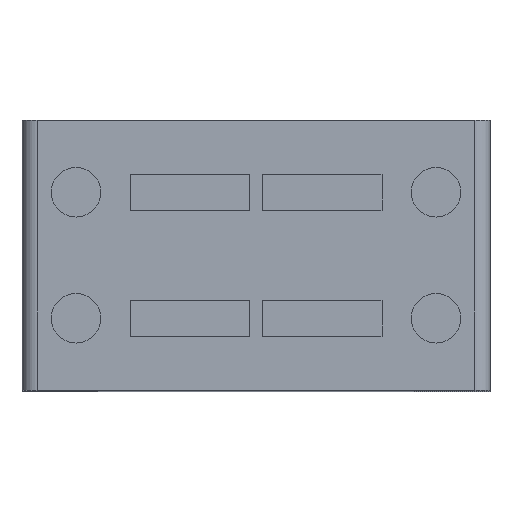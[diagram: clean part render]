
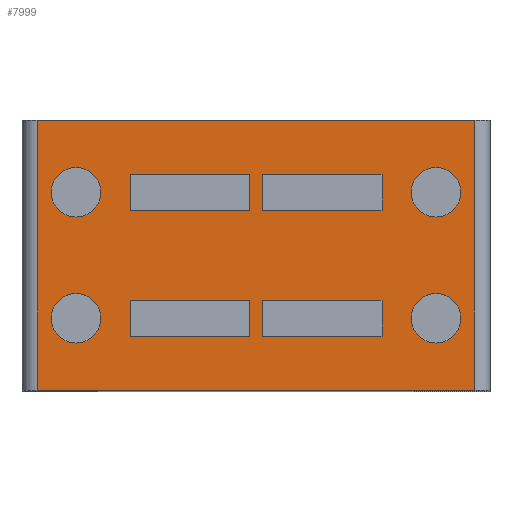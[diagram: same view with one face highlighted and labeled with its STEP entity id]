
A CAD part, top view. The second image highlights one B-rep face of the part: STEP entity #7999.
In plain terms, the highlighted planar face has unit normal (0, 0, 1).
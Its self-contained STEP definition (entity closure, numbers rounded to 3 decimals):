
#222=PLANE('',#3963);
#576=VECTOR('',#2813,1.);
#705=VECTOR('',#2967,1.);
#736=VECTOR('',#3026,1.);
#737=VECTOR('',#3028,1.);
#738=VECTOR('',#3037,1.);
#739=VECTOR('',#3038,1.);
#740=VECTOR('',#3039,1.);
#741=VECTOR('',#3040,1.);
#742=VECTOR('',#3041,1.);
#743=VECTOR('',#3042,1.);
#744=VECTOR('',#3043,1.);
#745=VECTOR('',#3044,1.);
#746=VECTOR('',#3045,1.);
#747=VECTOR('',#3046,1.);
#748=VECTOR('',#3047,1.);
#749=VECTOR('',#3048,1.);
#750=VECTOR('',#3049,1.);
#751=VECTOR('',#3050,1.);
#752=VECTOR('',#3051,1.);
#753=VECTOR('',#3052,1.);
#1221=LINE('',#8789,#576);
#1350=LINE('',#9483,#705);
#1381=LINE('',#9558,#736);
#1382=LINE('',#9560,#737);
#1383=LINE('',#9565,#738);
#1384=LINE('',#9568,#739);
#1385=LINE('',#9570,#740);
#1386=LINE('',#9572,#741);
#1387=LINE('',#9573,#742);
#1388=LINE('',#9576,#743);
#1389=LINE('',#9578,#744);
#1390=LINE('',#9580,#745);
#1391=LINE('',#9581,#746);
#1392=LINE('',#9584,#747);
#1393=LINE('',#9586,#748);
#1394=LINE('',#9588,#749);
#1395=LINE('',#9589,#750);
#1396=LINE('',#9592,#751);
#1397=LINE('',#9594,#752);
#1398=LINE('',#9596,#753);
#2031=VERTEX_POINT('',#8606);
#2032=VERTEX_POINT('',#8608);
#2035=VERTEX_POINT('',#8615);
#2036=VERTEX_POINT('',#8617);
#2039=VERTEX_POINT('',#8624);
#2040=VERTEX_POINT('',#8626);
#2043=VERTEX_POINT('',#8633);
#2044=VERTEX_POINT('',#8635);
#2105=VERTEX_POINT('',#8788);
#2106=VERTEX_POINT('',#8790);
#2264=VERTEX_POINT('',#9482);
#2265=VERTEX_POINT('',#9484);
#2294=VERTEX_POINT('',#9566);
#2295=VERTEX_POINT('',#9567);
#2296=VERTEX_POINT('',#9569);
#2297=VERTEX_POINT('',#9571);
#2298=VERTEX_POINT('',#9574);
#2299=VERTEX_POINT('',#9575);
#2300=VERTEX_POINT('',#9577);
#2301=VERTEX_POINT('',#9579);
#2302=VERTEX_POINT('',#9582);
#2303=VERTEX_POINT('',#9583);
#2304=VERTEX_POINT('',#9585);
#2305=VERTEX_POINT('',#9587);
#2306=VERTEX_POINT('',#9590);
#2307=VERTEX_POINT('',#9591);
#2308=VERTEX_POINT('',#9593);
#2309=VERTEX_POINT('',#9595);
#2674=DIRECTION('',(0.,0.,-1.));
#2675=DIRECTION('',(0.,-2.75,0.));
#2682=DIRECTION('',(0.,0.,-1.));
#2683=DIRECTION('',(0.,-2.75,0.));
#2690=DIRECTION('',(0.,0.,-1.));
#2691=DIRECTION('',(0.,-2.75,0.));
#2698=DIRECTION('',(0.,0.,-1.));
#2699=DIRECTION('',(0.,-2.75,0.));
#2813=DIRECTION('',(1.,0.,0.));
#2967=DIRECTION('',(-1.,0.,0.));
#3026=DIRECTION('',(0.,1.,0.));
#3027=DIRECTION('',(0.,0.,1.));
#3028=DIRECTION('',(0.,1.,0.));
#3029=DIRECTION('',(0.,0.,-1.));
#3030=DIRECTION('',(0.,-2.75,0.));
#3031=DIRECTION('',(0.,0.,-1.));
#3032=DIRECTION('',(0.,-2.75,0.));
#3033=DIRECTION('',(0.,0.,-1.));
#3034=DIRECTION('',(0.,-2.75,0.));
#3035=DIRECTION('',(0.,0.,-1.));
#3036=DIRECTION('',(0.,-2.75,0.));
#3037=DIRECTION('',(1.,0.,0.));
#3038=DIRECTION('',(0.,-1.,0.));
#3039=DIRECTION('',(-1.,0.,0.));
#3040=DIRECTION('',(0.,1.,0.));
#3041=DIRECTION('',(1.,0.,0.));
#3042=DIRECTION('',(0.,-1.,0.));
#3043=DIRECTION('',(-1.,0.,0.));
#3044=DIRECTION('',(0.,1.,0.));
#3045=DIRECTION('',(1.,0.,0.));
#3046=DIRECTION('',(0.,-1.,0.));
#3047=DIRECTION('',(-1.,0.,0.));
#3048=DIRECTION('',(0.,1.,0.));
#3049=DIRECTION('',(1.,0.,0.));
#3050=DIRECTION('',(0.,-1.,0.));
#3051=DIRECTION('',(-1.,0.,0.));
#3052=DIRECTION('',(0.,1.,0.));
#3882=AXIS2_PLACEMENT_3D('',#8607,#2674,#2675);
#3885=AXIS2_PLACEMENT_3D('',#8616,#2682,#2683);
#3888=AXIS2_PLACEMENT_3D('',#8625,#2690,#2691);
#3891=AXIS2_PLACEMENT_3D('',#8634,#2698,#2699);
#3963=AXIS2_PLACEMENT_3D('',#9559,#3027,$);
#3964=AXIS2_PLACEMENT_3D('',#9561,#3029,#3030);
#3965=AXIS2_PLACEMENT_3D('',#9562,#3031,#3032);
#3966=AXIS2_PLACEMENT_3D('',#9563,#3033,#3034);
#3967=AXIS2_PLACEMENT_3D('',#9564,#3035,#3036);
#4306=CIRCLE('',#3882,2.75);
#4308=CIRCLE('',#3885,2.75);
#4310=CIRCLE('',#3888,2.75);
#4312=CIRCLE('',#3891,2.75);
#4356=CIRCLE('',#3964,2.75);
#4357=CIRCLE('',#3965,2.75);
#4358=CIRCLE('',#3966,2.75);
#4359=CIRCLE('',#3967,2.75);
#4483=EDGE_CURVE('',#2032,#2031,#4306,.T.);
#4487=EDGE_CURVE('',#2036,#2035,#4308,.T.);
#4491=EDGE_CURVE('',#2040,#2039,#4310,.T.);
#4495=EDGE_CURVE('',#2044,#2043,#4312,.T.);
#4563=EDGE_CURVE('',#2106,#2105,#1221,.T.);
#4735=EDGE_CURVE('',#2265,#2264,#1350,.T.);
#4777=EDGE_CURVE('',#2106,#2264,#1381,.T.);
#4778=EDGE_CURVE('',#2105,#2265,#1382,.T.);
#4779=EDGE_CURVE('',#2031,#2032,#4356,.T.);
#4780=EDGE_CURVE('',#2035,#2036,#4357,.T.);
#4781=EDGE_CURVE('',#2039,#2040,#4358,.T.);
#4782=EDGE_CURVE('',#2043,#2044,#4359,.T.);
#4783=EDGE_CURVE('',#2294,#2295,#1383,.T.);
#4784=EDGE_CURVE('',#2295,#2296,#1384,.T.);
#4785=EDGE_CURVE('',#2296,#2297,#1385,.T.);
#4786=EDGE_CURVE('',#2297,#2294,#1386,.T.);
#4787=EDGE_CURVE('',#2298,#2299,#1387,.T.);
#4788=EDGE_CURVE('',#2299,#2300,#1388,.T.);
#4789=EDGE_CURVE('',#2300,#2301,#1389,.T.);
#4790=EDGE_CURVE('',#2301,#2298,#1390,.T.);
#4791=EDGE_CURVE('',#2302,#2303,#1391,.T.);
#4792=EDGE_CURVE('',#2303,#2304,#1392,.T.);
#4793=EDGE_CURVE('',#2304,#2305,#1393,.T.);
#4794=EDGE_CURVE('',#2305,#2302,#1394,.T.);
#4795=EDGE_CURVE('',#2306,#2307,#1395,.T.);
#4796=EDGE_CURVE('',#2307,#2308,#1396,.T.);
#4797=EDGE_CURVE('',#2308,#2309,#1397,.T.);
#4798=EDGE_CURVE('',#2309,#2306,#1398,.T.);
#5745=ORIENTED_EDGE('',*,*,#4735,.T.);
#5746=ORIENTED_EDGE('',*,*,#4777,.F.);
#5747=ORIENTED_EDGE('',*,*,#4563,.T.);
#5748=ORIENTED_EDGE('',*,*,#4778,.T.);
#5749=ORIENTED_EDGE('',*,*,#4483,.T.);
#5750=ORIENTED_EDGE('',*,*,#4779,.T.);
#5751=ORIENTED_EDGE('',*,*,#4487,.T.);
#5752=ORIENTED_EDGE('',*,*,#4780,.T.);
#5753=ORIENTED_EDGE('',*,*,#4491,.T.);
#5754=ORIENTED_EDGE('',*,*,#4781,.T.);
#5755=ORIENTED_EDGE('',*,*,#4495,.T.);
#5756=ORIENTED_EDGE('',*,*,#4782,.T.);
#5757=ORIENTED_EDGE('',*,*,#4783,.T.);
#5758=ORIENTED_EDGE('',*,*,#4784,.T.);
#5759=ORIENTED_EDGE('',*,*,#4785,.T.);
#5760=ORIENTED_EDGE('',*,*,#4786,.T.);
#5761=ORIENTED_EDGE('',*,*,#4787,.T.);
#5762=ORIENTED_EDGE('',*,*,#4788,.T.);
#5763=ORIENTED_EDGE('',*,*,#4789,.T.);
#5764=ORIENTED_EDGE('',*,*,#4790,.T.);
#5765=ORIENTED_EDGE('',*,*,#4791,.T.);
#5766=ORIENTED_EDGE('',*,*,#4792,.T.);
#5767=ORIENTED_EDGE('',*,*,#4793,.T.);
#5768=ORIENTED_EDGE('',*,*,#4794,.T.);
#5769=ORIENTED_EDGE('',*,*,#4795,.T.);
#5770=ORIENTED_EDGE('',*,*,#4796,.T.);
#5771=ORIENTED_EDGE('',*,*,#4797,.T.);
#5772=ORIENTED_EDGE('',*,*,#4798,.T.);
#7240=EDGE_LOOP('',(#5745,#5746,#5747,#5748));
#7241=EDGE_LOOP('',(#5749,#5750));
#7242=EDGE_LOOP('',(#5751,#5752));
#7243=EDGE_LOOP('',(#5753,#5754));
#7244=EDGE_LOOP('',(#5755,#5756));
#7245=EDGE_LOOP('',(#5757,#5758,#5759,#5760));
#7246=EDGE_LOOP('',(#5761,#5762,#5763,#5764));
#7247=EDGE_LOOP('',(#5765,#5766,#5767,#5768));
#7248=EDGE_LOOP('',(#5769,#5770,#5771,#5772));
#7631=FACE_BOUND('',#7240,.T.);
#7632=FACE_BOUND('',#7241,.T.);
#7633=FACE_BOUND('',#7242,.T.);
#7634=FACE_BOUND('',#7243,.T.);
#7635=FACE_BOUND('',#7244,.T.);
#7636=FACE_BOUND('',#7245,.T.);
#7637=FACE_BOUND('',#7246,.T.);
#7638=FACE_BOUND('',#7247,.T.);
#7639=FACE_BOUND('',#7248,.T.);
#7999=ADVANCED_FACE('',(#7631,#7632,#7633,#7634,#7635,#7636,#7637,#7638,
#7639),#222,.T.);
#8606=CARTESIAN_POINT('',(6.,7.75,74.5));
#8607=CARTESIAN_POINT('',(6.,5.,74.5));
#8608=CARTESIAN_POINT('',(6.,2.25,74.5));
#8615=CARTESIAN_POINT('',(6.,-6.25,74.5));
#8616=CARTESIAN_POINT('',(6.,-9.,74.5));
#8617=CARTESIAN_POINT('',(6.,-11.75,74.5));
#8624=CARTESIAN_POINT('',(46.,7.75,74.5));
#8625=CARTESIAN_POINT('',(46.,5.,74.5));
#8626=CARTESIAN_POINT('',(46.,2.25,74.5));
#8633=CARTESIAN_POINT('',(46.,-6.25,74.5));
#8634=CARTESIAN_POINT('',(46.,-9.,74.5));
#8635=CARTESIAN_POINT('',(46.,-11.75,74.5));
#8788=CARTESIAN_POINT('',(50.3,-17.,74.5));
#8789=CARTESIAN_POINT('',(1.7,-17.,74.5));
#8790=CARTESIAN_POINT('',(1.7,-17.,74.5));
#9482=CARTESIAN_POINT('',(1.7,13.,74.5));
#9483=CARTESIAN_POINT('',(50.3,13.,74.5));
#9484=CARTESIAN_POINT('',(50.3,13.,74.5));
#9558=CARTESIAN_POINT('',(1.7,-17.,74.5));
#9559=CARTESIAN_POINT('',(26.,13.,74.5));
#9560=CARTESIAN_POINT('',(50.3,-17.,74.5));
#9561=CARTESIAN_POINT('',(6.,5.,74.5));
#9562=CARTESIAN_POINT('',(6.,-9.,74.5));
#9563=CARTESIAN_POINT('',(46.,5.,74.5));
#9564=CARTESIAN_POINT('',(46.,-9.,74.5));
#9565=CARTESIAN_POINT('',(12.,7.,74.5));
#9566=CARTESIAN_POINT('',(12.,7.,74.5));
#9567=CARTESIAN_POINT('',(25.3,7.,74.5));
#9568=CARTESIAN_POINT('',(25.3,7.,74.5));
#9569=CARTESIAN_POINT('',(25.3,3.,74.5));
#9570=CARTESIAN_POINT('',(25.3,3.,74.5));
#9571=CARTESIAN_POINT('',(12.,3.,74.5));
#9572=CARTESIAN_POINT('',(12.,3.,74.5));
#9573=CARTESIAN_POINT('',(12.,-7.,74.5));
#9574=CARTESIAN_POINT('',(12.,-7.,74.5));
#9575=CARTESIAN_POINT('',(25.3,-7.,74.5));
#9576=CARTESIAN_POINT('',(25.3,-7.,74.5));
#9577=CARTESIAN_POINT('',(25.3,-11.,74.5));
#9578=CARTESIAN_POINT('',(25.3,-11.,74.5));
#9579=CARTESIAN_POINT('',(12.,-11.,74.5));
#9580=CARTESIAN_POINT('',(12.,-11.,74.5));
#9581=CARTESIAN_POINT('',(26.7,7.,74.5));
#9582=CARTESIAN_POINT('',(26.7,7.,74.5));
#9583=CARTESIAN_POINT('',(40.,7.,74.5));
#9584=CARTESIAN_POINT('',(40.,7.,74.5));
#9585=CARTESIAN_POINT('',(40.,3.,74.5));
#9586=CARTESIAN_POINT('',(40.,3.,74.5));
#9587=CARTESIAN_POINT('',(26.7,3.,74.5));
#9588=CARTESIAN_POINT('',(26.7,3.,74.5));
#9589=CARTESIAN_POINT('',(26.7,-7.,74.5));
#9590=CARTESIAN_POINT('',(26.7,-7.,74.5));
#9591=CARTESIAN_POINT('',(40.,-7.,74.5));
#9592=CARTESIAN_POINT('',(40.,-7.,74.5));
#9593=CARTESIAN_POINT('',(40.,-11.,74.5));
#9594=CARTESIAN_POINT('',(40.,-11.,74.5));
#9595=CARTESIAN_POINT('',(26.7,-11.,74.5));
#9596=CARTESIAN_POINT('',(26.7,-11.,74.5));
